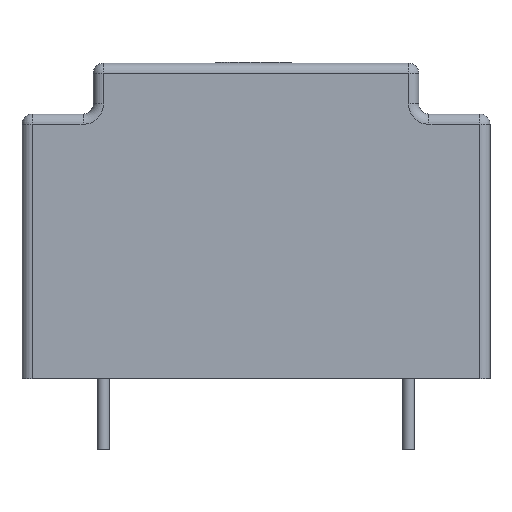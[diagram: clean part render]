
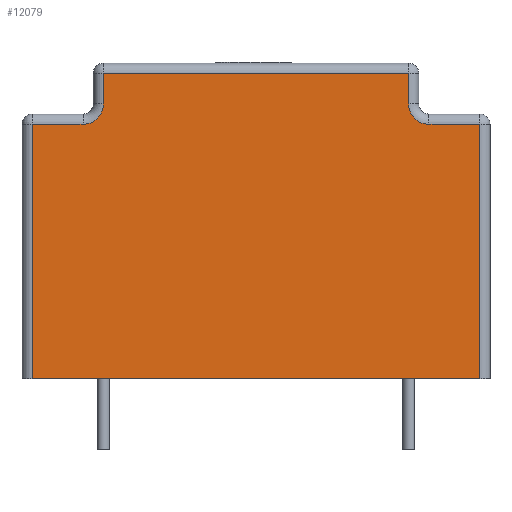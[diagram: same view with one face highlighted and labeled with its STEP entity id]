
A CAD part, left-side view. The second image highlights one B-rep face of the part: STEP entity #12079.
In plain terms, the highlighted planar face has unit normal (-1, 0, 0).
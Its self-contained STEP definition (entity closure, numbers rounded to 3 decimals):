
#1132=CIRCLE('',#12805,1.);
#1153=CIRCLE('',#12838,1.);
#1292=FACE_OUTER_BOUND('',#1995,.T.);
#1995=EDGE_LOOP('',(#8141,#8142,#8143,#8144,#8145,#8146,#8147,#8148,#8149,
#8150));
#2719=LINE('',#15505,#3829);
#2721=LINE('',#15508,#3831);
#2723=LINE('',#15511,#3833);
#2725=LINE('',#15514,#3835);
#2727=LINE('',#15517,#3837);
#2729=LINE('',#15520,#3839);
#2732=LINE('',#15527,#3842);
#2734=LINE('',#15531,#3844);
#3829=VECTOR('',#13458,10.);
#3831=VECTOR('',#13462,10.);
#3833=VECTOR('',#13466,10.);
#3835=VECTOR('',#13470,10.);
#3837=VECTOR('',#13474,10.);
#3839=VECTOR('',#13478,10.);
#3842=VECTOR('',#13485,10.);
#3844=VECTOR('',#13491,10.);
#4910=VERTEX_POINT('',#15366);
#4913=VERTEX_POINT('',#15373);
#4915=VERTEX_POINT('',#15377);
#4922=VERTEX_POINT('',#15398);
#4929=VERTEX_POINT('',#15420);
#4935=VERTEX_POINT('',#15440);
#4937=VERTEX_POINT('',#15444);
#4942=VERTEX_POINT('',#15462);
#4954=VERTEX_POINT('',#15503);
#4955=VERTEX_POINT('',#15523);
#6151=EDGE_CURVE('',#4915,#4913,#1132,.T.);
#6184=EDGE_CURVE('',#4937,#4935,#1153,.T.);
#6214=EDGE_CURVE('',#4954,#4942,#2719,.T.);
#6216=EDGE_CURVE('',#4942,#4937,#2721,.T.);
#6218=EDGE_CURVE('',#4935,#4929,#2723,.T.);
#6220=EDGE_CURVE('',#4929,#4922,#2725,.T.);
#6222=EDGE_CURVE('',#4922,#4915,#2727,.T.);
#6224=EDGE_CURVE('',#4913,#4910,#2729,.T.);
#6228=EDGE_CURVE('',#4910,#4955,#2732,.T.);
#6230=EDGE_CURVE('',#4954,#4955,#2734,.T.);
#8141=ORIENTED_EDGE('',*,*,#6228,.F.);
#8142=ORIENTED_EDGE('',*,*,#6224,.F.);
#8143=ORIENTED_EDGE('',*,*,#6151,.F.);
#8144=ORIENTED_EDGE('',*,*,#6222,.F.);
#8145=ORIENTED_EDGE('',*,*,#6220,.F.);
#8146=ORIENTED_EDGE('',*,*,#6218,.F.);
#8147=ORIENTED_EDGE('',*,*,#6184,.F.);
#8148=ORIENTED_EDGE('',*,*,#6216,.F.);
#8149=ORIENTED_EDGE('',*,*,#6214,.F.);
#8150=ORIENTED_EDGE('',*,*,#6230,.T.);
#11731=PLANE('',#12874);
#12079=ADVANCED_FACE('',(#1292),#11731,.T.);
#12805=AXIS2_PLACEMENT_3D('',#15379,#13310,#13311);
#12838=AXIS2_PLACEMENT_3D('',#15446,#13388,#13389);
#12874=AXIS2_PLACEMENT_3D('',#15530,#13489,#13490);
#13310=DIRECTION('center_axis',(-1.,0.,0.));
#13311=DIRECTION('ref_axis',(0.,0.707,-0.707));
#13388=DIRECTION('center_axis',(-1.,0.,0.));
#13389=DIRECTION('ref_axis',(0.,-0.707,-0.707));
#13458=DIRECTION('',(0.,0.,1.));
#13462=DIRECTION('',(0.,-1.,0.));
#13466=DIRECTION('',(0.,0.,1.));
#13470=DIRECTION('',(0.,-1.,0.));
#13474=DIRECTION('',(0.,0.,-1.));
#13478=DIRECTION('',(0.,-1.,0.));
#13485=DIRECTION('',(0.,0.,-1.));
#13489=DIRECTION('center_axis',(-1.,0.,0.));
#13490=DIRECTION('ref_axis',(0.,-1.,0.));
#13491=DIRECTION('',(0.,-1.,0.));
#15366=CARTESIAN_POINT('',(-11.,-11.,12.5));
#15373=CARTESIAN_POINT('',(-11.,-8.5,12.5));
#15377=CARTESIAN_POINT('',(-11.,-7.5,13.5));
#15379=CARTESIAN_POINT('Origin',(-11.,-8.5,13.5));
#15398=CARTESIAN_POINT('',(-11.,-7.5,15.));
#15420=CARTESIAN_POINT('',(-11.,7.5,15.));
#15440=CARTESIAN_POINT('',(-11.,7.5,13.5));
#15444=CARTESIAN_POINT('',(-11.,8.5,12.5));
#15446=CARTESIAN_POINT('Origin',(-11.,8.5,13.5));
#15462=CARTESIAN_POINT('',(-11.,11.,12.5));
#15503=CARTESIAN_POINT('',(-11.,11.,0.));
#15505=CARTESIAN_POINT('',(-11.,11.,10.375));
#15508=CARTESIAN_POINT('',(-11.,4.,12.5));
#15511=CARTESIAN_POINT('',(-11.,7.5,11.625));
#15514=CARTESIAN_POINT('',(-11.,-4.,15.));
#15517=CARTESIAN_POINT('',(-11.,-7.5,10.375));
#15520=CARTESIAN_POINT('',(-11.,-5.75,12.5));
#15523=CARTESIAN_POINT('',(-11.,-11.,0.));
#15527=CARTESIAN_POINT('',(-11.,-11.,3.875));
#15530=CARTESIAN_POINT('Origin',(-11.,0.,7.75));
#15531=CARTESIAN_POINT('',(-11.,11.5,0.));
